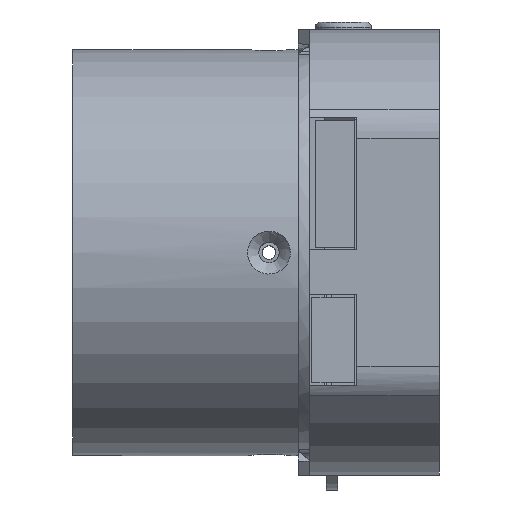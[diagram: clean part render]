
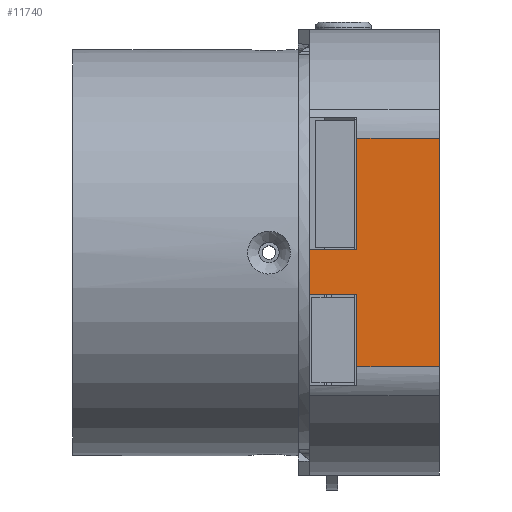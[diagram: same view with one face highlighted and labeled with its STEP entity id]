
A CAD part, left-side view. The second image highlights one B-rep face of the part: STEP entity #11740.
In plain terms, the highlighted planar face has unit normal (-1, 0, 0).
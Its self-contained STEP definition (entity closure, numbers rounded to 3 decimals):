
#1515=FACE_OUTER_BOUND('',#2217,.T.);
#2217=EDGE_LOOP('',(#10219,#10220,#10221,#10222,#10223,#10224,#10225,#10226));
#2809=LINE('',#18366,#3938);
#3230=LINE('',#19696,#4359);
#3232=LINE('',#19700,#4361);
#3237=LINE('',#19713,#4366);
#3240=LINE('',#19722,#4369);
#3249=LINE('',#19748,#4378);
#3306=LINE('',#20016,#4435);
#3307=LINE('',#20019,#4436);
#3938=VECTOR('',#14262,10.);
#4359=VECTOR('',#15403,10.);
#4361=VECTOR('',#15407,10.);
#4366=VECTOR('',#15420,10.);
#4369=VECTOR('',#15429,10.);
#4378=VECTOR('',#15458,10.);
#4435=VECTOR('',#15679,10.);
#4436=VECTOR('',#15684,10.);
#5056=VERTEX_POINT('',#18363);
#5057=VERTEX_POINT('',#18365);
#5451=VERTEX_POINT('',#19693);
#5452=VERTEX_POINT('',#19695);
#5453=VERTEX_POINT('',#19699);
#5456=VERTEX_POINT('',#19710);
#5457=VERTEX_POINT('',#19712);
#5460=VERTEX_POINT('',#19720);
#6373=EDGE_CURVE('',#5056,#5057,#2809,.T.);
#6969=EDGE_CURVE('',#5452,#5451,#3230,.T.);
#6971=EDGE_CURVE('',#5453,#5452,#3232,.T.);
#6978=EDGE_CURVE('',#5457,#5456,#3237,.T.);
#6983=EDGE_CURVE('',#5456,#5460,#3240,.T.);
#6998=EDGE_CURVE('',#5457,#5451,#3249,.T.);
#7096=EDGE_CURVE('',#5057,#5460,#3306,.T.);
#7097=EDGE_CURVE('',#5453,#5056,#3307,.T.);
#10219=ORIENTED_EDGE('',*,*,#6969,.T.);
#10220=ORIENTED_EDGE('',*,*,#6998,.F.);
#10221=ORIENTED_EDGE('',*,*,#6978,.T.);
#10222=ORIENTED_EDGE('',*,*,#6983,.T.);
#10223=ORIENTED_EDGE('',*,*,#7096,.F.);
#10224=ORIENTED_EDGE('',*,*,#6373,.F.);
#10225=ORIENTED_EDGE('',*,*,#7097,.F.);
#10226=ORIENTED_EDGE('',*,*,#6971,.T.);
#11157=PLANE('',#12814);
#11740=ADVANCED_FACE('',(#1515),#11157,.T.);
#12814=AXIS2_PLACEMENT_3D('',#20133,#15817,#15818);
#14262=DIRECTION('',(0.,0.,-1.));
#15403=DIRECTION('',(0.,1.,0.));
#15407=DIRECTION('',(0.,0.,-1.));
#15420=DIRECTION('',(0.,-1.,0.));
#15429=DIRECTION('',(0.,0.,-1.));
#15458=DIRECTION('',(0.,0.,1.));
#15679=DIRECTION('',(0.,1.,0.));
#15684=DIRECTION('',(0.,-1.,0.));
#15817=DIRECTION('center_axis',(-1.,0.,0.));
#15818=DIRECTION('ref_axis',(0.,0.,1.));
#18363=CARTESIAN_POINT('',(-37.123,-6.5,10.676));
#18365=CARTESIAN_POINT('',(-37.123,-6.5,-9.58));
#18366=CARTESIAN_POINT('',(-37.123,-6.5,12.041));
#19693=CARTESIAN_POINT('',(-37.123,5.,0.8));
#19695=CARTESIAN_POINT('',(-37.123,0.8,0.8));
#19696=CARTESIAN_POINT('',(-37.123,-2.1,0.8));
#19699=CARTESIAN_POINT('',(-37.123,0.8,10.676));
#19700=CARTESIAN_POINT('',(-37.123,0.8,0.777));
#19710=CARTESIAN_POINT('',(-37.123,0.8,-3.2));
#19712=CARTESIAN_POINT('',(-37.123,5.,-3.2));
#19713=CARTESIAN_POINT('',(-37.123,0.5,-3.2));
#19720=CARTESIAN_POINT('',(-37.123,0.8,-9.58));
#19722=CARTESIAN_POINT('',(-37.123,0.8,-7.073));
#19748=CARTESIAN_POINT('',(-37.123,5.,-12.023));
#20016=CARTESIAN_POINT('',(-37.123,-5.,-9.58));
#20019=CARTESIAN_POINT('',(-37.123,-5.,10.676));
#20133=CARTESIAN_POINT('Origin',(-37.123,-5.,-10.945));
